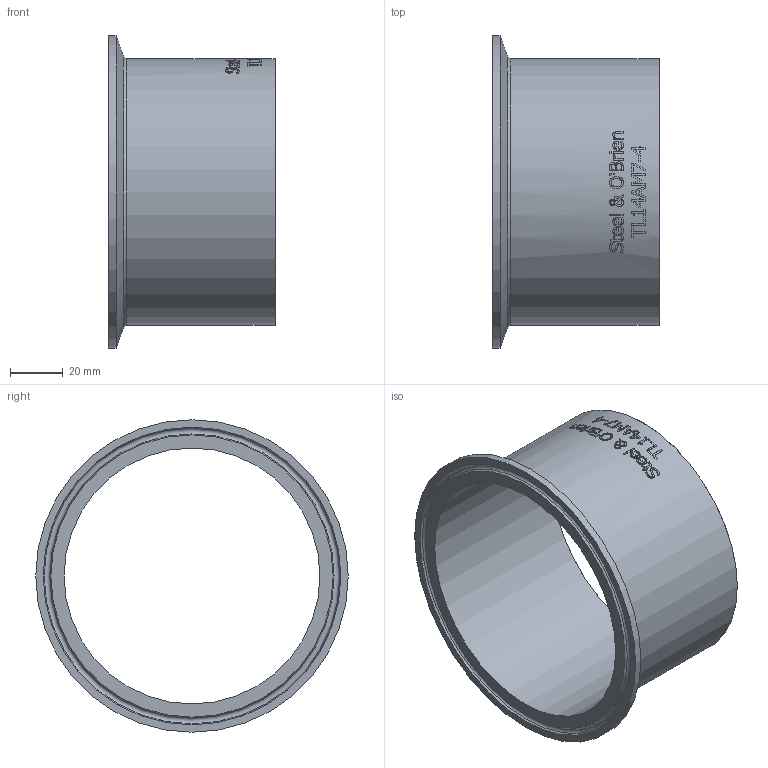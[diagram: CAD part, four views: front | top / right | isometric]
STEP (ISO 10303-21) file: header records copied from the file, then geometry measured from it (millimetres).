
FILE_DESCRIPTION(/* description */ (''),/* implementation_level */ '2;1');
FILE_NAME(/* name */ 'TL14AM7-4.stp',/* time_stamp */ '2019-08-05T09:42:36-04:00',/* author */ ('rick'),/* organization */ (''),/* preprocessor_version */ 'ST-DEVELOPER v15.2',/* originating_system */ 'Autodesk Inventor 2014',/* authorisation */ '');
FILE_SCHEMA (('AUTOMOTIVE_DESIGN { 1 0 10303 214 3 1 1 }'));
Length unit declared in the file: inch
Products named in the file (1): TL14AM7-4
Bounding box: 63.5 x 118.92 x 118.92 mm (x, y, z)
Volume: 53824.9 mm3; surface area: 46920.1 mm2
Topology: 1 solids, 1 shells, 334 faces, 884 edges, 587 vertices
Faces by surface type: plane 170, bspline 120, cylinder 37, torus 4, cone 3
Full cylindrical faces by diameter (mm): 97.384 x1, 101.6 x1, 118.923 x1
Entity records: 12390 total; most frequent: CARTESIAN_POINT 4691, ORIENTED_EDGE 1748, DIRECTION 1277, EDGE_CURVE 874, VERTEX_POINT 587, AXIS2_PLACEMENT_3D 428, LINE 421, VECTOR 421
